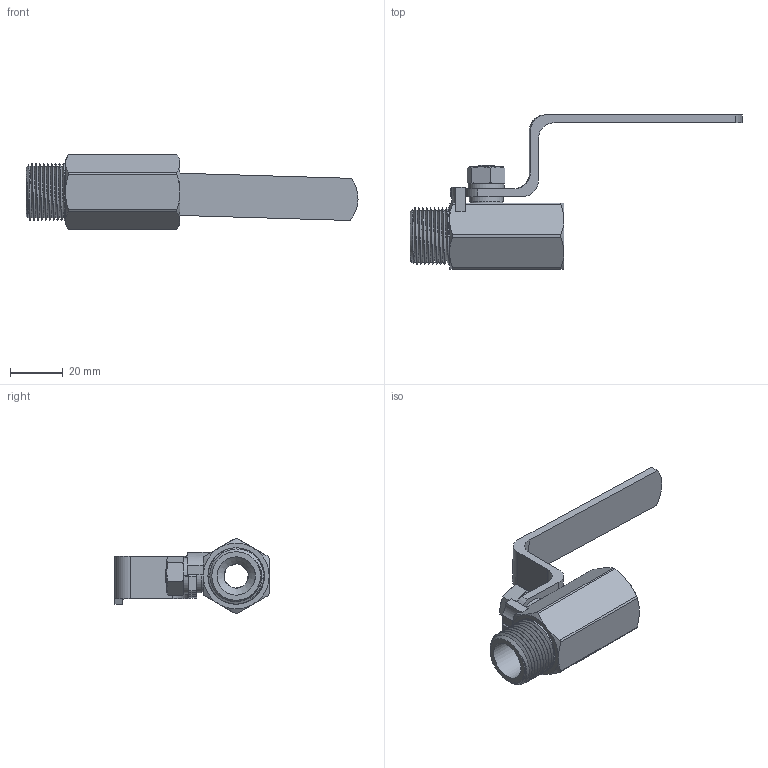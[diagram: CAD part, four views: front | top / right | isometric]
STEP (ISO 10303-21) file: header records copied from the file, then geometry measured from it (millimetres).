
FILE_DESCRIPTION(/* description */ ('Unknown'),/* implementation_level */ '2;1');
FILE_NAME(/* name */ 'R-594 DN15',/* time_stamp */ '2020-09-09T08:59:01+08:00',/* author */ ('Unknown'),/* organization */ ('Unknown'),/* preprocessor_version */ 'ST-DEVELOPER v16.7',/* originating_system */ 'DEX',/* authorisation */ $);
FILE_SCHEMA (('AUTOMOTIVE_DESIGN {1 0 10303 214 3 1 1}'));
Length unit declared in the file: millimetre
Products named in the file (2): R-594 DN15; DN15
Assembly tree (1 placements, depth 2):
  R-594 DN15
    DN15
Bounding box: 125.94 x 58.5 x 28.4 mm (x, y, z)
Volume: 26435.6 mm3; surface area: 16826.9 mm2
Topology: 1 solids, 1 shells, 227 faces, 729 edges, 488 vertices
Faces by surface type: plane 82, cylinder 61, cone 45, bspline 39
Full cylindrical faces by diameter (mm): 8 x1, 8.1 x1, 8.2 x1, 9.2 x1, 12.5 x1, 12.8 x1, 13 x1, 14.52 x1, 17.5 x1, 21.4 x9
Entity records: 20808 total; most frequent: CARTESIAN_POINT 15283, ORIENTED_EDGE 1408, DIRECTION 865, EDGE_CURVE 704, VERTEX_POINT 484, AXIS2_PLACEMENT_3D 347, EDGE_LOOP 246, FACE_BOUND 246
